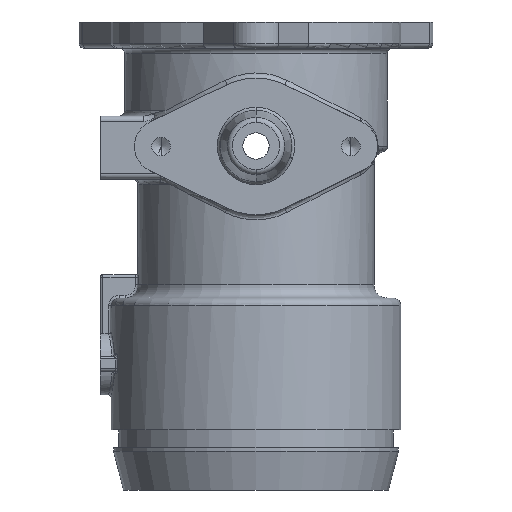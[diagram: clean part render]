
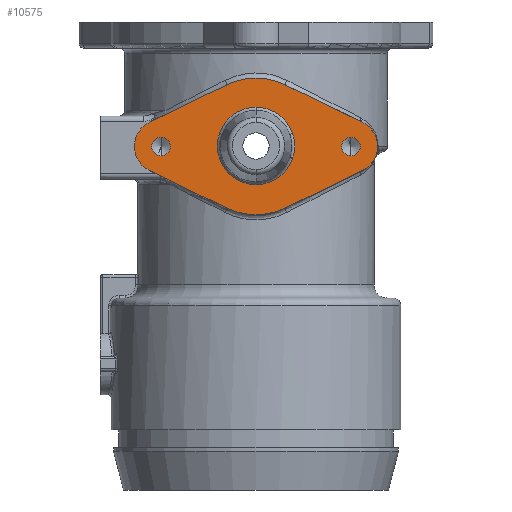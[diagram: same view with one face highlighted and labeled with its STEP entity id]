
A CAD part, front view. The second image highlights one B-rep face of the part: STEP entity #10575.
In plain terms, the highlighted planar face has unit normal (0, -1, 0).
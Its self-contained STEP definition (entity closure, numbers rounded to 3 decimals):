
#78 = DIRECTION ( 'NONE',  ( 0., -1., 0. ) ) ;
#469 = CARTESIAN_POINT ( 'NONE',  ( -40.552, -55., 73.529 ) ) ;
#494 = AXIS2_PLACEMENT_3D ( 'NONE', #7510, #4916, #4858 ) ;
#516 = AXIS2_PLACEMENT_3D ( 'NONE', #5451, #7222, #3810 ) ;
#617 = ORIENTED_EDGE ( 'NONE', *, *, #6321, .F. ) ;
#620 = VERTEX_POINT ( 'NONE', #838 ) ;
#719 = VECTOR ( 'NONE', #5709, 1000. ) ;
#793 = VERTEX_POINT ( 'NONE', #3083 ) ;
#838 = CARTESIAN_POINT ( 'NONE',  ( 0., -55., 97.578 ) ) ;
#862 = CIRCLE ( 'NONE', #516, 10.164 ) ;
#868 = VERTEX_POINT ( 'NONE', #6912 ) ;
#926 = AXIS2_PLACEMENT_3D ( 'NONE', #4735, #4118, #7482 ) ;
#991 = DIRECTION ( 'NONE',  ( 0., -1., 0. ) ) ;
#1005 = AXIS2_PLACEMENT_3D ( 'NONE', #2549, #5071, #5896 ) ;
#1100 = ORIENTED_EDGE ( 'NONE', *, *, #8273, .T. ) ;
#1156 = ORIENTED_EDGE ( 'NONE', *, *, #1741, .T. ) ;
#1179 = LINE ( 'NONE', #9594, #2330 ) ;
#1222 = EDGE_CURVE ( 'NONE', #620, #8867, #7330, .T. ) ;
#1315 = AXIS2_PLACEMENT_3D ( 'NONE', #2648, #9363, #10223 ) ;
#1450 = DIRECTION ( 'NONE',  ( 0.899, 0., -0.437 ) ) ;
#1560 = CARTESIAN_POINT ( 'NONE',  ( 36.109, -55., 82.671 ) ) ;
#1635 = DIRECTION ( 'NONE',  ( 0., 0., -1. ) ) ;
#1741 = EDGE_CURVE ( 'NONE', #868, #6342, #6803, .T. ) ;
#1803 = EDGE_CURVE ( 'NONE', #9466, #8427, #5037, .T. ) ;
#1824 = DIRECTION ( 'NONE',  ( 0., 0., -1. ) ) ;
#2129 = DIRECTION ( 'NONE',  ( 0., -1., 0. ) ) ;
#2143 = DIRECTION ( 'NONE',  ( 0., -1., 0. ) ) ;
#2248 = CARTESIAN_POINT ( 'NONE',  ( 11.339, -55., 106.008 ) ) ;
#2330 = VECTOR ( 'NONE', #10515, 1000. ) ;
#2549 = CARTESIAN_POINT ( 'NONE',  ( 36.109, -55., 82.671 ) ) ;
#2558 = EDGE_CURVE ( 'NONE', #3246, #793, #862, .T. ) ;
#2582 = AXIS2_PLACEMENT_3D ( 'NONE', #10835, #991, #5054 ) ;
#2648 = CARTESIAN_POINT ( 'NONE',  ( 0., -55., 82.671 ) ) ;
#2689 = CIRCLE ( 'NONE', #6739, 25.945 ) ;
#2706 = CARTESIAN_POINT ( 'NONE',  ( 0., -55., 82.671 ) ) ;
#2859 = CIRCLE ( 'NONE', #3382, 3.5 ) ;
#2988 = CIRCLE ( 'NONE', #10337, 25.945 ) ;
#2995 = ORIENTED_EDGE ( 'NONE', *, *, #9550, .F. ) ;
#3083 = CARTESIAN_POINT ( 'NONE',  ( -40.552, -55., 91.814 ) ) ;
#3191 = LINE ( 'NONE', #4166, #719 ) ;
#3246 = VERTEX_POINT ( 'NONE', #8836 ) ;
#3274 = CARTESIAN_POINT ( 'NONE',  ( 36.109, -55., 86.171 ) ) ;
#3382 = AXIS2_PLACEMENT_3D ( 'NONE', #6303, #2129, #8896 ) ;
#3477 = FACE_BOUND ( 'NONE', #6437, .T. ) ;
#3563 = CARTESIAN_POINT ( 'NONE',  ( 0., -55., 68.134 ) ) ;
#3661 = ORIENTED_EDGE ( 'NONE', *, *, #6746, .F. ) ;
#3684 = VECTOR ( 'NONE', #1450, 1000. ) ;
#3691 = VERTEX_POINT ( 'NONE', #4948 ) ;
#3737 = VERTEX_POINT ( 'NONE', #7878 ) ;
#3792 = EDGE_CURVE ( 'NONE', #3691, #3737, #2988, .T. ) ;
#3810 = DIRECTION ( 'NONE',  ( 0., 0., 1. ) ) ;
#4014 = ORIENTED_EDGE ( 'NONE', *, *, #10691, .T. ) ;
#4118 = DIRECTION ( 'NONE',  ( 0., -1., 0. ) ) ;
#4166 = CARTESIAN_POINT ( 'NONE',  ( 40.552, -55., 73.529 ) ) ;
#4275 = VERTEX_POINT ( 'NONE', #3274 ) ;
#4443 = CIRCLE ( 'NONE', #8491, 3.5 ) ;
#4500 = EDGE_CURVE ( 'NONE', #3246, #3691, #9806, .T. ) ;
#4618 = CIRCLE ( 'NONE', #926, 14.722 ) ;
#4735 = CARTESIAN_POINT ( 'NONE',  ( 0., -55., 82.856 ) ) ;
#4858 = DIRECTION ( 'NONE',  ( 0., 0., -1. ) ) ;
#4916 = DIRECTION ( 'NONE',  ( 0., -1., 0. ) ) ;
#4948 = CARTESIAN_POINT ( 'NONE',  ( -11.339, -55., 59.335 ) ) ;
#4989 = EDGE_CURVE ( 'NONE', #868, #3737, #3191, .T. ) ;
#5037 = CIRCLE ( 'NONE', #494, 3.5 ) ;
#5054 = DIRECTION ( 'NONE',  ( 0., 0., -1. ) ) ;
#5071 = DIRECTION ( 'NONE',  ( 0., -1., 0. ) ) ;
#5192 = CARTESIAN_POINT ( 'NONE',  ( 0., -55., 108.617 ) ) ;
#5451 = CARTESIAN_POINT ( 'NONE',  ( -36.109, -55., 82.671 ) ) ;
#5647 = AXIS2_PLACEMENT_3D ( 'NONE', #8187, #7473, #1635 ) ;
#5709 = DIRECTION ( 'NONE',  ( -0.899, 0., -0.437 ) ) ;
#5711 = VERTEX_POINT ( 'NONE', #8432 ) ;
#5731 = FACE_OUTER_BOUND ( 'NONE', #6298, .T. ) ;
#5885 = CARTESIAN_POINT ( 'NONE',  ( -36.109, -55., 79.171 ) ) ;
#5896 = DIRECTION ( 'NONE',  ( 0., 0., -1. ) ) ;
#5944 = FACE_BOUND ( 'NONE', #10580, .T. ) ;
#5977 = CARTESIAN_POINT ( 'NONE',  ( 36.109, -55., 82.671 ) ) ;
#6033 = ORIENTED_EDGE ( 'NONE', *, *, #4989, .F. ) ;
#6114 = EDGE_CURVE ( 'NONE', #5711, #4275, #9701, .T. ) ;
#6298 = EDGE_LOOP ( 'NONE', ( #1156, #1100, #4014, #7915, #3661, #10261, #10114, #6905, #6033 ) ) ;
#6303 = CARTESIAN_POINT ( 'NONE',  ( -36.109, -55., 82.671 ) ) ;
#6321 = EDGE_CURVE ( 'NONE', #8427, #9466, #2859, .T. ) ;
#6342 = VERTEX_POINT ( 'NONE', #8793 ) ;
#6374 = EDGE_LOOP ( 'NONE', ( #9900, #8252 ) ) ;
#6437 = EDGE_LOOP ( 'NONE', ( #617, #10386 ) ) ;
#6739 = AXIS2_PLACEMENT_3D ( 'NONE', #2706, #78, #1824 ) ;
#6746 = EDGE_CURVE ( 'NONE', #793, #10092, #1179, .T. ) ;
#6803 = CIRCLE ( 'NONE', #1005, 10.164 ) ;
#6905 = ORIENTED_EDGE ( 'NONE', *, *, #3792, .T. ) ;
#6912 = CARTESIAN_POINT ( 'NONE',  ( 40.552, -55., 73.529 ) ) ;
#7110 = AXIS2_PLACEMENT_3D ( 'NONE', #1560, #9585, #8536 ) ;
#7189 = CARTESIAN_POINT ( 'NONE',  ( -11.339, -55., 106.008 ) ) ;
#7222 = DIRECTION ( 'NONE',  ( 0., 1., 0. ) ) ;
#7330 = CIRCLE ( 'NONE', #2582, 14.722 ) ;
#7473 = DIRECTION ( 'NONE',  ( 0., -1., 0. ) ) ;
#7482 = DIRECTION ( 'NONE',  ( 0., 0., -1. ) ) ;
#7510 = CARTESIAN_POINT ( 'NONE',  ( -36.109, -55., 82.671 ) ) ;
#7605 = EDGE_CURVE ( 'NONE', #9047, #10092, #2689, .T. ) ;
#7638 = DIRECTION ( 'NONE',  ( -0.899, 0., 0.437 ) ) ;
#7686 = CARTESIAN_POINT ( 'NONE',  ( 40.552, -55., 91.814 ) ) ;
#7878 = CARTESIAN_POINT ( 'NONE',  ( 11.339, -55., 59.335 ) ) ;
#7895 = ORIENTED_EDGE ( 'NONE', *, *, #6114, .F. ) ;
#7915 = ORIENTED_EDGE ( 'NONE', *, *, #7605, .T. ) ;
#8187 = CARTESIAN_POINT ( 'NONE',  ( 36.109, -55., 82.671 ) ) ;
#8252 = ORIENTED_EDGE ( 'NONE', *, *, #8671, .F. ) ;
#8273 = EDGE_CURVE ( 'NONE', #6342, #9743, #8636, .T. ) ;
#8427 = VERTEX_POINT ( 'NONE', #5885 ) ;
#8432 = CARTESIAN_POINT ( 'NONE',  ( 36.109, -55., 79.171 ) ) ;
#8491 = AXIS2_PLACEMENT_3D ( 'NONE', #5977, #9398, #8520 ) ;
#8520 = DIRECTION ( 'NONE',  ( 0., 0., -1. ) ) ;
#8536 = DIRECTION ( 'NONE',  ( 0., 0., -1. ) ) ;
#8636 = LINE ( 'NONE', #7686, #10075 ) ;
#8671 = EDGE_CURVE ( 'NONE', #8867, #620, #4618, .T. ) ;
#8793 = CARTESIAN_POINT ( 'NONE',  ( 40.552, -55., 91.814 ) ) ;
#8810 = DIRECTION ( 'NONE',  ( 0., 0., -1. ) ) ;
#8836 = CARTESIAN_POINT ( 'NONE',  ( -40.552, -55., 73.529 ) ) ;
#8867 = VERTEX_POINT ( 'NONE', #3563 ) ;
#8896 = DIRECTION ( 'NONE',  ( 0., 0., -1. ) ) ;
#9047 = VERTEX_POINT ( 'NONE', #5192 ) ;
#9100 = PLANE ( 'NONE',  #7110 ) ;
#9343 = CARTESIAN_POINT ( 'NONE',  ( -36.109, -55., 86.171 ) ) ;
#9363 = DIRECTION ( 'NONE',  ( 0., -1., 0. ) ) ;
#9398 = DIRECTION ( 'NONE',  ( 0., -1., 0. ) ) ;
#9466 = VERTEX_POINT ( 'NONE', #9343 ) ;
#9550 = EDGE_CURVE ( 'NONE', #4275, #5711, #4443, .T. ) ;
#9561 = CIRCLE ( 'NONE', #1315, 25.945 ) ;
#9585 = DIRECTION ( 'NONE',  ( 0., -1., 0. ) ) ;
#9594 = CARTESIAN_POINT ( 'NONE',  ( -40.552, -55., 91.814 ) ) ;
#9701 = CIRCLE ( 'NONE', #5647, 3.5 ) ;
#9743 = VERTEX_POINT ( 'NONE', #2248 ) ;
#9806 = LINE ( 'NONE', #469, #3684 ) ;
#9900 = ORIENTED_EDGE ( 'NONE', *, *, #1222, .F. ) ;
#9919 = FACE_BOUND ( 'NONE', #6374, .T. ) ;
#10075 = VECTOR ( 'NONE', #7638, 1000. ) ;
#10092 = VERTEX_POINT ( 'NONE', #7189 ) ;
#10114 = ORIENTED_EDGE ( 'NONE', *, *, #4500, .T. ) ;
#10223 = DIRECTION ( 'NONE',  ( 0., 0., -1. ) ) ;
#10261 = ORIENTED_EDGE ( 'NONE', *, *, #2558, .F. ) ;
#10337 = AXIS2_PLACEMENT_3D ( 'NONE', #10441, #2143, #8810 ) ;
#10386 = ORIENTED_EDGE ( 'NONE', *, *, #1803, .F. ) ;
#10441 = CARTESIAN_POINT ( 'NONE',  ( 0., -55., 82.671 ) ) ;
#10515 = DIRECTION ( 'NONE',  ( 0.899, 0., 0.437 ) ) ;
#10575 = ADVANCED_FACE ( 'NONE', ( #3477, #5944, #9919, #5731 ), #9100, .T. ) ;
#10580 = EDGE_LOOP ( 'NONE', ( #7895, #2995 ) ) ;
#10691 = EDGE_CURVE ( 'NONE', #9743, #9047, #9561, .T. ) ;
#10835 = CARTESIAN_POINT ( 'NONE',  ( 0., -55., 82.856 ) ) ;
